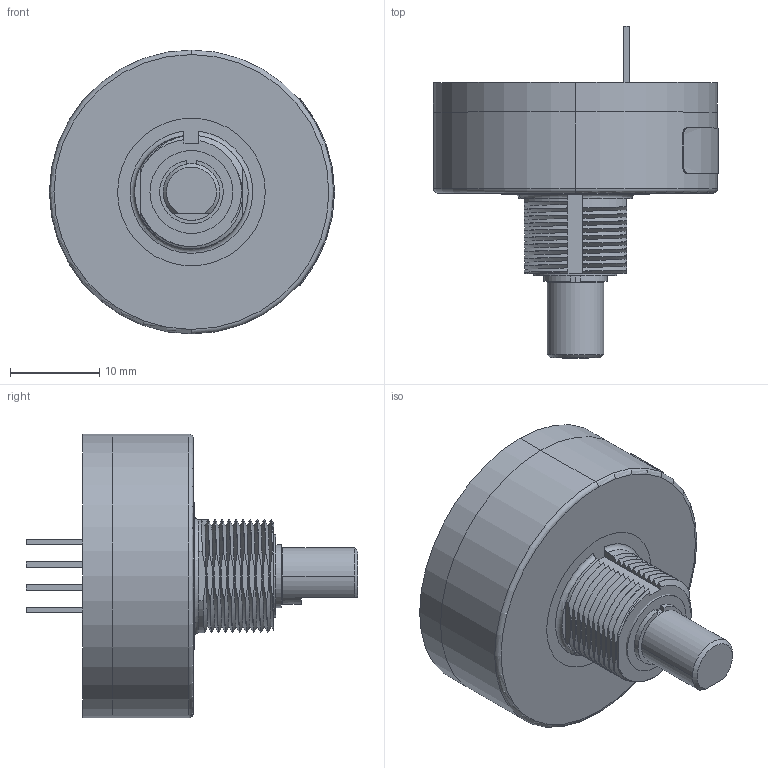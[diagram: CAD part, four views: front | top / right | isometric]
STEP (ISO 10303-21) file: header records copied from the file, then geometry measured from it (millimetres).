
FILE_DESCRIPTION((''),'2;1');
FILE_NAME('63KXXX_SW0001','2015-01-13T',('amercuri'),(''),'PRO/ENGINEER BY PARAMETRIC TECHNOLOGY CORPORATION, 2011490','PRO/ENGINEER BY PARAMETRIC TECHNOLOGY CORPORATION, 2011490','');
FILE_SCHEMA(('CONFIG_CONTROL_DESIGN'));
Length unit declared in the file: inch
Products named in the file (1): 63KXXX_SW0001
Bounding box: 31.88 x 37.11 x 31.75 mm (x, y, z)
Surface area: 4614.3 mm2 (no closed solid volume)
Topology: 0 solids, 19 shells, 159 faces, 469 edges, 322 vertices
Faces by surface type: plane 78, cylinder 50, bspline 25, torus 3, cone 3
Entity records: 8392 total; most frequent: CARTESIAN_POINT 4595, ORIENTED_EDGE 844, DIRECTION 590, EDGE_CURVE 469, VERTEX_POINT 322, VECTOR 212, LINE 212, B_SPLINE_CURVE_WITH_KNOTS 202
